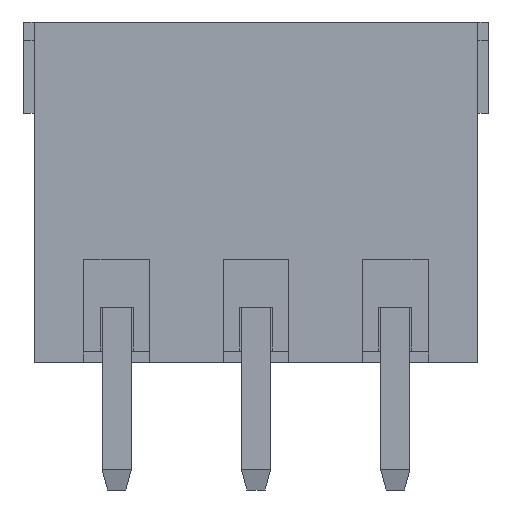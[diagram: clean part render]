
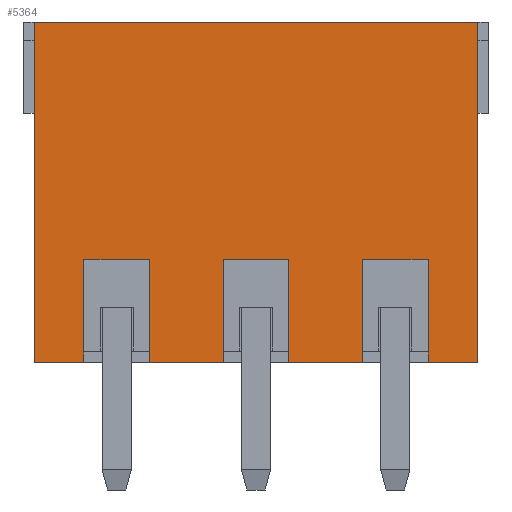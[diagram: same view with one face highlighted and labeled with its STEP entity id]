
A CAD part, front view. The second image highlights one B-rep face of the part: STEP entity #5364.
In plain terms, the highlighted planar face has unit normal (0, -1, 0).
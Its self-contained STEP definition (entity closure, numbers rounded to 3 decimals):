
#172=FACE_OUTER_BOUND('',#464,.T.);
#464=EDGE_LOOP('',(#3843,#3844,#3845,#3846,#3847,#3848,#3849,#3850,#3851,
#3852,#3853,#3854,#3855,#3856,#3857,#3858));
#948=LINE('',#7754,#1662);
#949=LINE('',#7756,#1663);
#950=LINE('',#7758,#1664);
#951=LINE('',#7760,#1665);
#952=LINE('',#7762,#1666);
#953=LINE('',#7764,#1667);
#954=LINE('',#7766,#1668);
#955=LINE('',#7768,#1669);
#956=LINE('',#7770,#1670);
#957=LINE('',#7772,#1671);
#958=LINE('',#7774,#1672);
#959=LINE('',#7776,#1673);
#960=LINE('',#7778,#1674);
#961=LINE('',#7780,#1675);
#962=LINE('',#7782,#1676);
#963=LINE('',#7783,#1677);
#1662=VECTOR('',#6342,12.13);
#1663=VECTOR('',#6343,9.3);
#1664=VECTOR('',#6344,1.355);
#1665=VECTOR('',#6345,2.8);
#1666=VECTOR('',#6346,1.8);
#1667=VECTOR('',#6347,2.8);
#1668=VECTOR('',#6348,2.01);
#1669=VECTOR('',#6349,2.8);
#1670=VECTOR('',#6350,1.8);
#1671=VECTOR('',#6351,2.8);
#1672=VECTOR('',#6352,2.01);
#1673=VECTOR('',#6353,2.8);
#1674=VECTOR('',#6354,1.8);
#1675=VECTOR('',#6355,2.8);
#1676=VECTOR('',#6356,1.355);
#1677=VECTOR('',#6357,9.3);
#2293=VERTEX_POINT('',#7752);
#2294=VERTEX_POINT('',#7753);
#2295=VERTEX_POINT('',#7755);
#2296=VERTEX_POINT('',#7757);
#2297=VERTEX_POINT('',#7759);
#2298=VERTEX_POINT('',#7761);
#2299=VERTEX_POINT('',#7763);
#2300=VERTEX_POINT('',#7765);
#2301=VERTEX_POINT('',#7767);
#2302=VERTEX_POINT('',#7769);
#2303=VERTEX_POINT('',#7771);
#2304=VERTEX_POINT('',#7773);
#2305=VERTEX_POINT('',#7775);
#2306=VERTEX_POINT('',#7777);
#2307=VERTEX_POINT('',#7779);
#2308=VERTEX_POINT('',#7781);
#2859=EDGE_CURVE('',#2293,#2294,#948,.T.);
#2860=EDGE_CURVE('',#2293,#2295,#949,.T.);
#2861=EDGE_CURVE('',#2296,#2295,#950,.T.);
#2862=EDGE_CURVE('',#2296,#2297,#951,.T.);
#2863=EDGE_CURVE('',#2297,#2298,#952,.T.);
#2864=EDGE_CURVE('',#2298,#2299,#953,.T.);
#2865=EDGE_CURVE('',#2300,#2299,#954,.T.);
#2866=EDGE_CURVE('',#2300,#2301,#955,.T.);
#2867=EDGE_CURVE('',#2301,#2302,#956,.T.);
#2868=EDGE_CURVE('',#2302,#2303,#957,.T.);
#2869=EDGE_CURVE('',#2304,#2303,#958,.T.);
#2870=EDGE_CURVE('',#2304,#2305,#959,.T.);
#2871=EDGE_CURVE('',#2305,#2306,#960,.T.);
#2872=EDGE_CURVE('',#2306,#2307,#961,.T.);
#2873=EDGE_CURVE('',#2308,#2307,#962,.T.);
#2874=EDGE_CURVE('',#2294,#2308,#963,.T.);
#3843=ORIENTED_EDGE('',*,*,#2859,.F.);
#3844=ORIENTED_EDGE('',*,*,#2860,.T.);
#3845=ORIENTED_EDGE('',*,*,#2861,.F.);
#3846=ORIENTED_EDGE('',*,*,#2862,.T.);
#3847=ORIENTED_EDGE('',*,*,#2863,.T.);
#3848=ORIENTED_EDGE('',*,*,#2864,.T.);
#3849=ORIENTED_EDGE('',*,*,#2865,.F.);
#3850=ORIENTED_EDGE('',*,*,#2866,.T.);
#3851=ORIENTED_EDGE('',*,*,#2867,.T.);
#3852=ORIENTED_EDGE('',*,*,#2868,.T.);
#3853=ORIENTED_EDGE('',*,*,#2869,.F.);
#3854=ORIENTED_EDGE('',*,*,#2870,.T.);
#3855=ORIENTED_EDGE('',*,*,#2871,.T.);
#3856=ORIENTED_EDGE('',*,*,#2872,.T.);
#3857=ORIENTED_EDGE('',*,*,#2873,.F.);
#3858=ORIENTED_EDGE('',*,*,#2874,.F.);
#4864=PLANE('',#5649);
#5364=ADVANCED_FACE('',(#172),#4864,.T.);
#5649=AXIS2_PLACEMENT_3D('',#7751,#6340,#6341);
#6340=DIRECTION('center_axis',(0.,-1.,0.));
#6341=DIRECTION('ref_axis',(1.,0.,0.));
#6342=DIRECTION('',(1.,0.,0.));
#6343=DIRECTION('',(0.,0.,-1.));
#6344=DIRECTION('',(-1.,0.,0.));
#6345=DIRECTION('',(0.,0.,1.));
#6346=DIRECTION('',(1.,0.,0.));
#6347=DIRECTION('',(0.,0.,-1.));
#6348=DIRECTION('',(-1.,0.,0.));
#6349=DIRECTION('',(0.,0.,1.));
#6350=DIRECTION('',(1.,0.,0.));
#6351=DIRECTION('',(0.,0.,-1.));
#6352=DIRECTION('',(-1.,0.,0.));
#6353=DIRECTION('',(0.,0.,1.));
#6354=DIRECTION('',(1.,0.,0.));
#6355=DIRECTION('',(0.,0.,-1.));
#6356=DIRECTION('',(-1.,0.,0.));
#6357=DIRECTION('',(0.,0.,-1.));
#7751=CARTESIAN_POINT('Origin',(-6.065,-3.,1.5));
#7752=CARTESIAN_POINT('',(-6.065,-3.,9.3));
#7753=CARTESIAN_POINT('',(6.065,-3.,9.3));
#7754=CARTESIAN_POINT('',(-6.065,-3.,9.3));
#7755=CARTESIAN_POINT('',(-6.065,-3.,0.));
#7756=CARTESIAN_POINT('',(-6.065,-3.,1.5));
#7757=CARTESIAN_POINT('',(-4.71,-3.,0.));
#7758=CARTESIAN_POINT('',(-4.71,-3.,0.));
#7759=CARTESIAN_POINT('',(-4.71,-3.,2.8));
#7760=CARTESIAN_POINT('',(-4.71,-3.,1.5));
#7761=CARTESIAN_POINT('',(-2.91,-3.,2.8));
#7762=CARTESIAN_POINT('',(-5.388,-3.,2.8));
#7763=CARTESIAN_POINT('',(-2.91,-3.,0.));
#7764=CARTESIAN_POINT('',(-2.91,-3.,2.15));
#7765=CARTESIAN_POINT('',(-0.9,-3.,0.));
#7766=CARTESIAN_POINT('',(-0.9,-3.,0.));
#7767=CARTESIAN_POINT('',(-0.9,-3.,2.8));
#7768=CARTESIAN_POINT('',(-0.9,-3.,1.5));
#7769=CARTESIAN_POINT('',(0.9,-3.,2.8));
#7770=CARTESIAN_POINT('',(-3.483,-3.,2.8));
#7771=CARTESIAN_POINT('',(0.9,-3.,0.));
#7772=CARTESIAN_POINT('',(0.9,-3.,2.15));
#7773=CARTESIAN_POINT('',(2.91,-3.,0.));
#7774=CARTESIAN_POINT('',(2.91,-3.,0.));
#7775=CARTESIAN_POINT('',(2.91,-3.,2.8));
#7776=CARTESIAN_POINT('',(2.91,-3.,1.5));
#7777=CARTESIAN_POINT('',(4.71,-3.,2.8));
#7778=CARTESIAN_POINT('',(-1.578,-3.,2.8));
#7779=CARTESIAN_POINT('',(4.71,-3.,0.));
#7780=CARTESIAN_POINT('',(4.71,-3.,2.15));
#7781=CARTESIAN_POINT('',(6.065,-3.,0.));
#7782=CARTESIAN_POINT('',(6.065,-3.,0.));
#7783=CARTESIAN_POINT('',(6.065,-3.,1.5));
